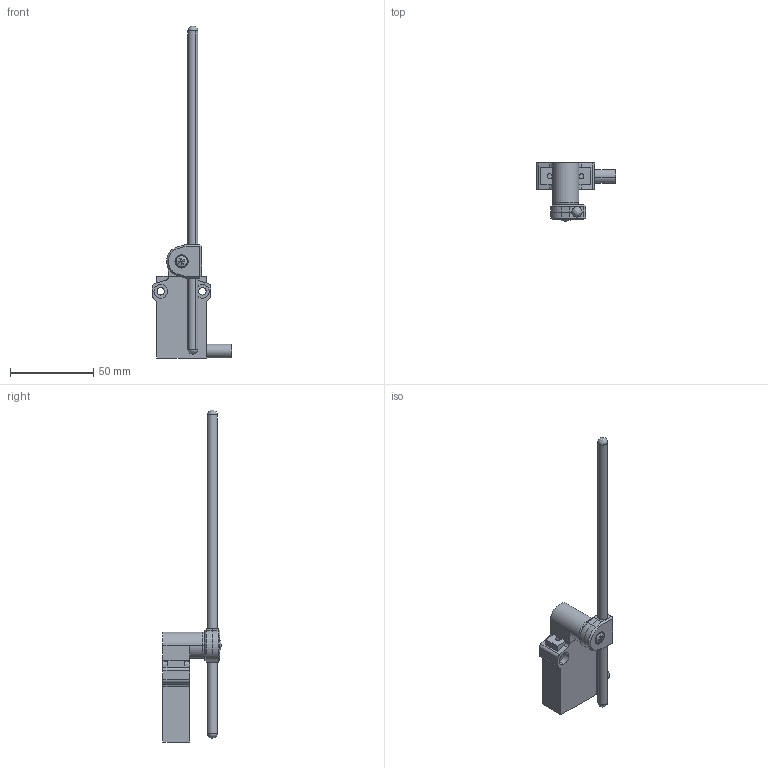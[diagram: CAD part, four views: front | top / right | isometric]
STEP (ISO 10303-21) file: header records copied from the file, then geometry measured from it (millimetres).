
FILE_DESCRIPTION (( 'STEP AP214' ), '1' );
FILE_NAME ('AEM2G7320Z11-3R.step', '2017-12-19T21:33:11', ( '' ), ( '' ), 'SwSTEP 2.0', 'SolidWorks 2017', '' );
FILE_SCHEMA (( 'AUTOMOTIVE_DESIGN' ));
Length unit declared in the file: inch
Products named in the file (1): AEM2G7320Z11-3R
Bounding box: 47.5 x 34.9 x 199.27 mm (x, y, z)
Volume: 36331.3 mm3; surface area: 15191.9 mm2
Topology: 7 solids, 7 shells, 169 faces, 405 edges, 258 vertices
Faces by surface type: plane 95, cylinder 57, bspline 12, cone 5
Full cylindrical faces by diameter (mm): 3.5 x2
Entity records: 13131 total; most frequent: CARTESIAN_POINT 6923, DIRECTION 803, ORIENTED_EDGE 802, EDGE_CURVE 401, AXIS2_PLACEMENT_3D 279, VERTEX_POINT 258, VECTOR 245, LINE 245
